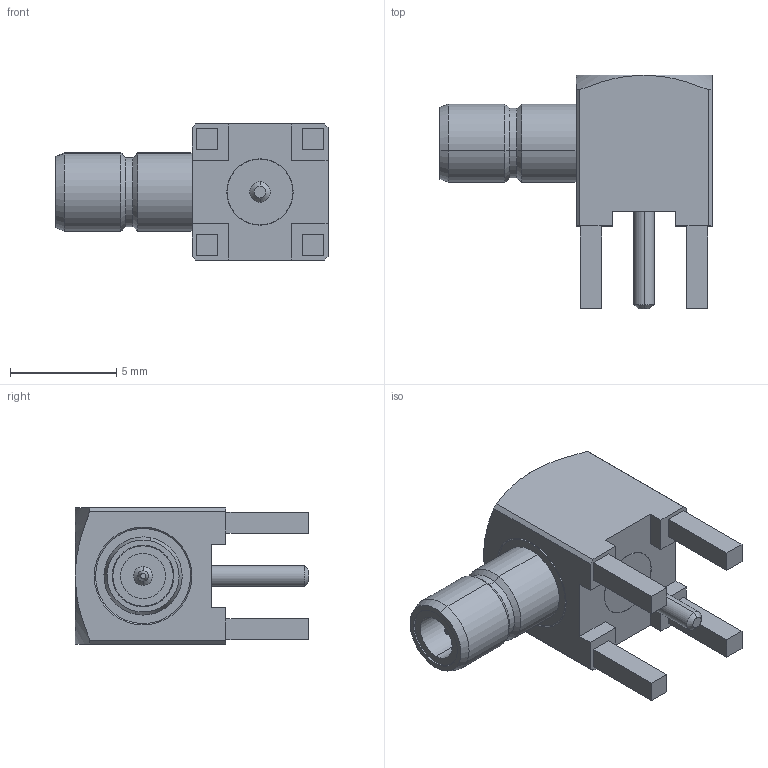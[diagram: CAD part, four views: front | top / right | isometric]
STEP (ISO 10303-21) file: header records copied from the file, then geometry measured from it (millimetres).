
FILE_DESCRIPTION (( 'STEP AP214' ), '1' );
FILE_NAME ('FMCN5233_3D.step', '2024-07-31T17:08:36', ( '' ), ( '' ), 'SwSTEP 2.0', 'SolidWorks 2022', '' );
FILE_SCHEMA (( 'AUTOMOTIVE_DESIGN' ));
Length unit declared in the file: inch
Products named in the file (6): FMCN5233_3D; Copy of 5.igs_4^FMCN5233; Copy of 3.igs_10^FMCN5233; Copy of 4.igs_5^FMCN5233; Copy of 1.igs_10^FMCN5233; Copy of 2.igs_10^FMCN5233
Assembly tree (5 placements, depth 2):
  FMCN5233_3D
    Copy of 4.igs_5^FMCN5233
    Copy of 1.igs_10^FMCN5233
    Copy of 2.igs_10^FMCN5233
    Copy of 3.igs_10^FMCN5233
    Copy of 5.igs_4^FMCN5233
Bounding box: 12.8 x 11.01 x 6.4 mm (x, y, z)
Volume: 296.7 mm3; surface area: 769.3 mm2
Topology: 5 solids, 5 shells, 126 faces, 284 edges, 178 vertices
Faces by surface type: plane 52, cylinder 44, cone 28, torus 2
Entity records: 5512 total; most frequent: CARTESIAN_POINT 690, DIRECTION 656, ORIENTED_EDGE 568, EDGE_CURVE 284, AXIS2_PLACEMENT_3D 248, VERTEX_POINT 178, VECTOR 160, LINE 160
